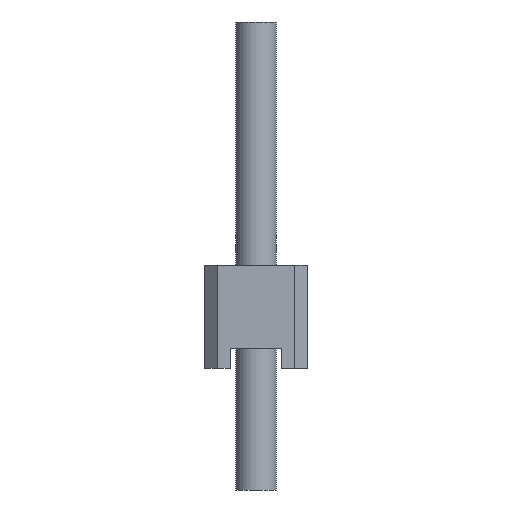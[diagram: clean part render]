
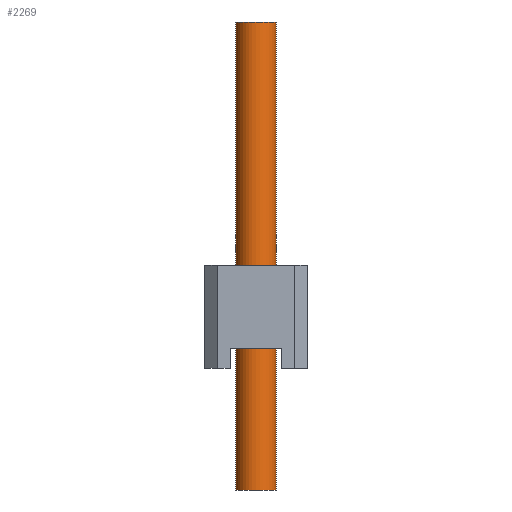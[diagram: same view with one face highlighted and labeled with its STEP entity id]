
A CAD part, left-side view. The second image highlights one B-rep face of the part: STEP entity #2269.
In plain terms, the highlighted cylindrical face has radius 0.5 mm (diameter 1 mm), a full revolution.
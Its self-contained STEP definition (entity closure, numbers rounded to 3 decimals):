
#1296=ORIENTED_EDGE('',*,*,#1616,.F.);
#1297=ORIENTED_EDGE('',*,*,#1617,.T.);
#1616=EDGE_CURVE('',#1830,#1830,#1880,.T.);
#1617=EDGE_CURVE('',#1831,#1831,#1881,.T.);
#1830=VERTEX_POINT('',#3757);
#1831=VERTEX_POINT('',#3759);
#1880=CIRCLE('',#2481,0.5);
#1881=CIRCLE('',#2482,0.5);
#2004=EDGE_LOOP('',(#1296));
#2005=EDGE_LOOP('',(#1297));
#2128=FACE_BOUND('',#2004,.T.);
#2129=FACE_BOUND('',#2005,.T.);
#2158=CYLINDRICAL_SURFACE('',#2480,0.5);
#2269=ADVANCED_FACE('',(#2128,#2129),#2158,.F.);
#2480=AXIS2_PLACEMENT_3D('',#3755,#3095,#3096);
#2481=AXIS2_PLACEMENT_3D('',#3756,#3097,#3098);
#2482=AXIS2_PLACEMENT_3D('',#3758,#3099,#3100);
#3095=DIRECTION('',(0.,0.,1.));
#3096=DIRECTION('',(1.,0.,0.));
#3097=DIRECTION('',(0.,0.,-1.));
#3098=DIRECTION('',(1.,0.,0.));
#3099=DIRECTION('',(0.,0.,-1.));
#3100=DIRECTION('',(1.,0.,0.));
#3755=CARTESIAN_POINT('',(0.,0.,0.));
#3756=CARTESIAN_POINT('',(0.,0.,11.54));
#3757=CARTESIAN_POINT('',(0.5,0.,11.54));
#3758=CARTESIAN_POINT('',(0.,0.,0.));
#3759=CARTESIAN_POINT('',(0.5,0.,0.));
